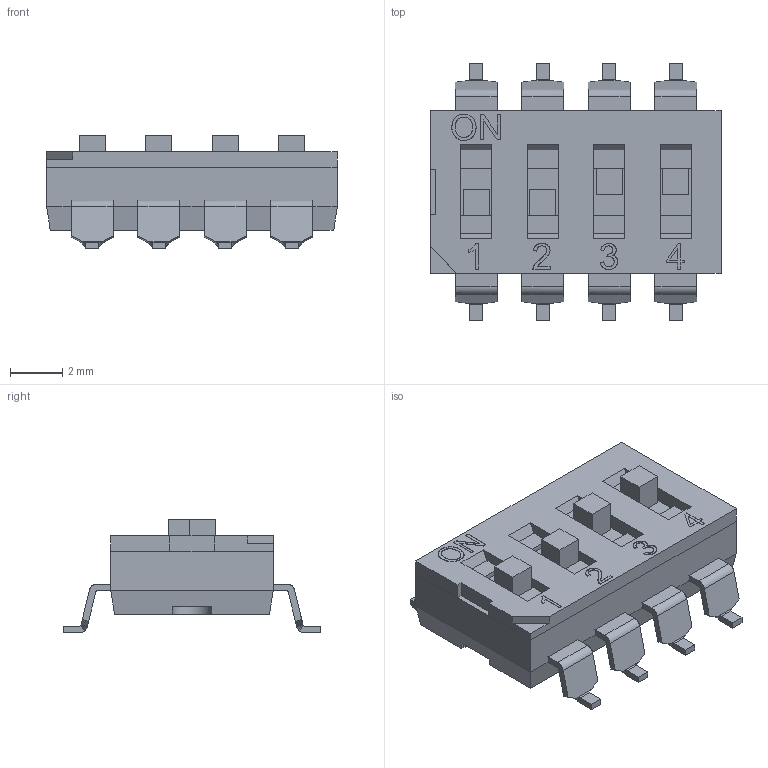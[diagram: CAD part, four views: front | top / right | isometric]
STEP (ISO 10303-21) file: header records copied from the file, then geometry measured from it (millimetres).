
FILE_DESCRIPTION(/* description */ (''),/* implementation_level */ '2;1');
FILE_NAME(/* name */ 'D27K1S~0',/* time_stamp */ '2017-03-02T17:18:20+01:00',/* author */ (''),/* organization */ (''),/* preprocessor_version */ 'ST-DEVELOPER v15',/* originating_system */ '',/* authorisation */ '');
FILE_SCHEMA (('AUTOMOTIVE_DESIGN'));
Products named in the file (9): Document; Blocco 07; Blocco 08; Blocco 06; Blocco 05; Blocco 04; Blocco 03; Blocco 02; Blocco 01
Assembly tree (8 placements, depth 2):
  Document
    Blocco 07
    Blocco 08
    Blocco 06
    Blocco 05
    Blocco 04
    Blocco 03
    Blocco 02
    Blocco 01
Bounding box: 11.1 x 9.8 x 4.32 mm (x, y, z)
Surface area: 776.6 mm2 (no closed solid volume)
Topology: 0 solids, 782 shells, 782 faces, 4331 edges, 4332 vertices
Faces by surface type: bspline 782
Entity records: 76641 total; most frequent: CARTESIAN_POINT 31565, B_SPLINE_CURVE_WITH_KNOTS 7181, ORIENTED_EDGE 4330, PCURVE 4330, DEFINITIONAL_REPRESENTATION 4330, SURFACE_CURVE 4330, EDGE_CURVE 4330, VERTEX_POINT 4330
